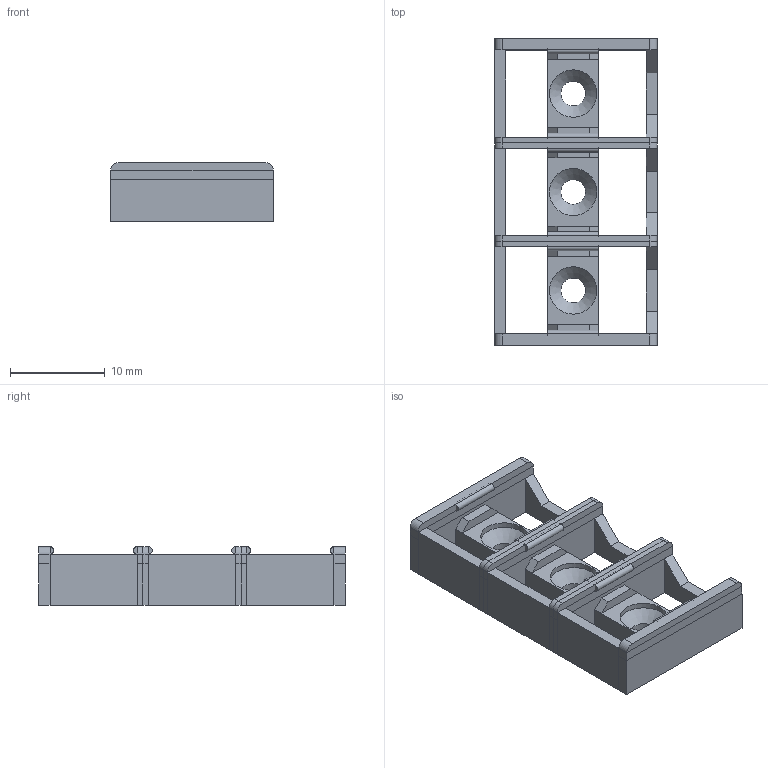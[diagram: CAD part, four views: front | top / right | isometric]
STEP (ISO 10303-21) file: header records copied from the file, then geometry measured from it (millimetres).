
FILE_DESCRIPTION(/* description */ (''),/* implementation_level */ '2;1');
FILE_NAME(/* name */ '3xWS2811-Clip_12V.step',/* time_stamp */ '2023-12-31T13:51:25+01:00',/* author */ (''),/* organization */ (''),/* preprocessor_version */ 'ST-DEVELOPER v20',/* originating_system */ 'Autodesk Translation Framework v12.14.0.127',/* authorisation */ '');
FILE_SCHEMA (('AUTOMOTIVE_DESIGN { 1 0 10303 214 3 1 1 }'));
Length unit declared in the file: millimetre
Products named in the file (1): 3xWS2811-Clip_12V
Bounding box: 17.2 x 32.4 x 6.2 mm (x, y, z)
Volume: 1169.5 mm3; surface area: 3295.7 mm2
Topology: 39 solids, 39 shells, 231 faces, 453 edges, 300 vertices
Faces by surface type: plane 204, cylinder 24, cone 3
Full cylindrical faces by diameter (mm): 0.8 x6, 2.6 x3, 5 x3
Entity records: 5834 total; most frequent: CARTESIAN_POINT 985, DIRECTION 965, ORIENTED_EDGE 906, EDGE_CURVE 453, LINE 405, VECTOR 405, VERTEX_POINT 300, AXIS2_PLACEMENT_3D 280
